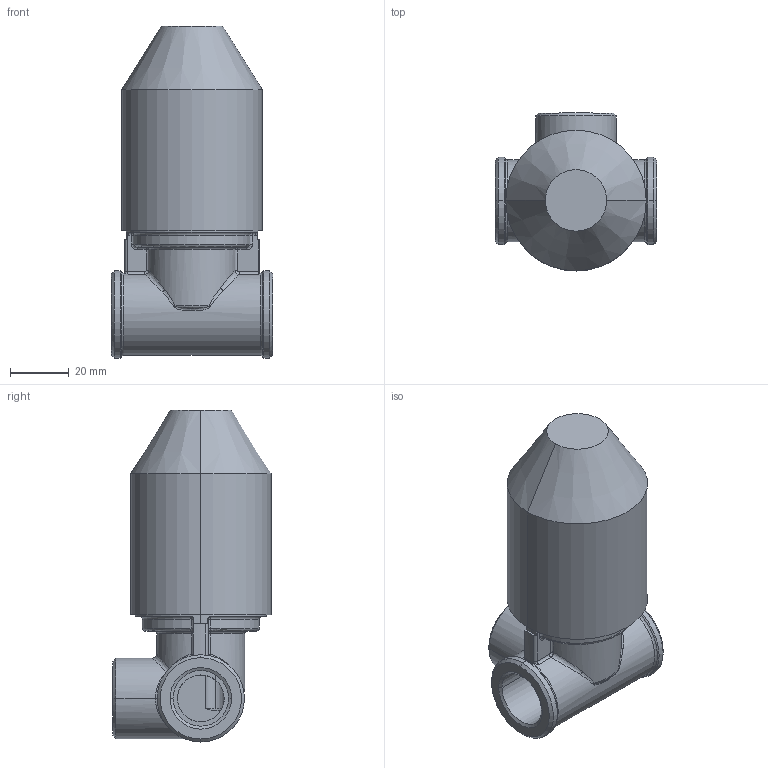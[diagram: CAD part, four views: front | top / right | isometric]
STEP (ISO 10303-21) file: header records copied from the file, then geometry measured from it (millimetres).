
FILE_DESCRIPTION((''),'2;1');
FILE_NAME('INC01035CR','2021-11-04T11:47:45',('ut3'),('PAFFONI SpA'),'CREO PARAMETRIC BY PTC INC, 2020044','CREO PARAMETRIC BY PTC INC, 2020044','');
FILE_SCHEMA(('CONFIG_CONTROL_DESIGN','SHAPE_APPEARANCE_LAYERS_GROUPS'));
Length unit declared in the file: millimetre
Products named in the file (1): INC01035CR
Bounding box: 55 x 54 x 113.4 mm (x, y, z)
Volume: 97246.5 mm3; surface area: 61637.7 mm2
Topology: 2 solids, 2 shells, 982 faces, 2636 edges, 1659 vertices
Faces by surface type: plane 565, cylinder 229, torus 83, cone 53, bspline 36, sphere 16
Entity records: 40953 total; most frequent: CARTESIAN_POINT 9948, ORIENTED_EDGE 5252, DIRECTION 4801, EDGE_CURVE 2626, AXIS2_PLACEMENT_3D 1673, VERTEX_POINT 1659, VECTOR 1455, LINE 1455
